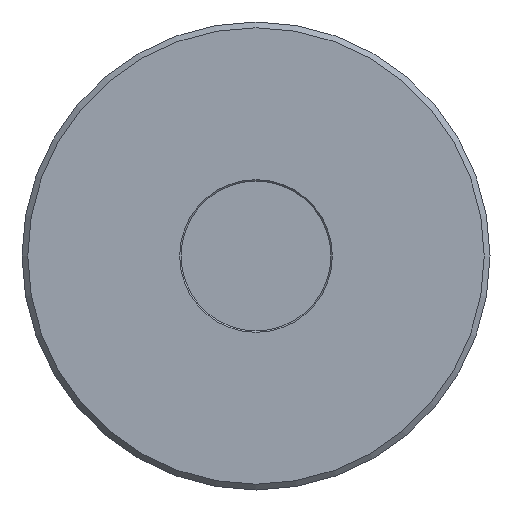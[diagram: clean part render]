
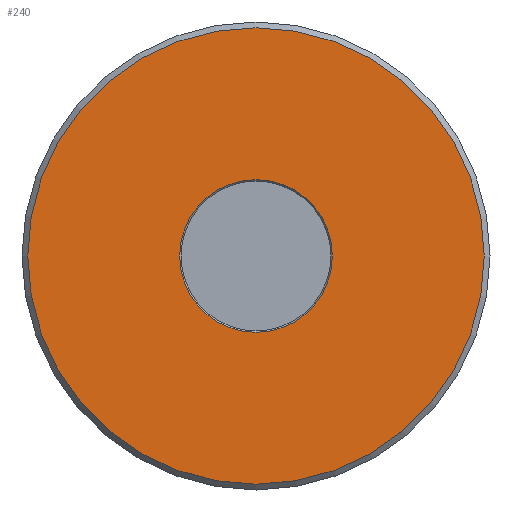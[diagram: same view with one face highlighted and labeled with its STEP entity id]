
A CAD part, front view. The second image highlights one B-rep face of the part: STEP entity #240.
In plain terms, the highlighted planar face has unit normal (0, -1, 0).
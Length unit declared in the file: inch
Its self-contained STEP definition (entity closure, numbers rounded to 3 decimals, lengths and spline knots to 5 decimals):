
#7 = EDGE_LOOP ( 'NONE', ( #245 ) ) ;
#117 = CARTESIAN_POINT ( 'NONE',  ( 0., 0., 0.39745 ) ) ;
#210 = CARTESIAN_POINT ( 'NONE',  ( -0.39745, 0., 0. ) ) ;
#214 = DIRECTION ( 'NONE',  ( 0., 0., -1. ) ) ;
#224 = VERTEX_POINT ( 'NONE', #117 ) ;
#231 = CIRCLE ( 'NONE', #517, 0.39745 ) ;
#240 = ADVANCED_FACE ( 'NONE', ( #270, #373 ), #371, .T. ) ;
#244 = CIRCLE ( 'NONE', #463, 1.18875 ) ;
#245 = ORIENTED_EDGE ( 'NONE', *, *, #299, .F. ) ;
#254 = EDGE_LOOP ( 'NONE', ( #467 ) ) ;
#257 = CARTESIAN_POINT ( 'NONE',  ( 0., 0., 0. ) ) ;
#258 = CARTESIAN_POINT ( 'NONE',  ( 0., 0., 0. ) ) ;
#270 = FACE_BOUND ( 'NONE', #254, .T. ) ;
#299 = EDGE_CURVE ( 'NONE', #329, #329, #244, .T. ) ;
#300 = DIRECTION ( 'NONE',  ( 0., 0., 1. ) ) ;
#304 = DIRECTION ( 'NONE',  ( 0., 0., 1. ) ) ;
#327 = EDGE_CURVE ( 'NONE', #224, #224, #231, .T. ) ;
#329 = VERTEX_POINT ( 'NONE', #352 ) ;
#331 = AXIS2_PLACEMENT_3D ( 'NONE', #210, #452, #214 ) ;
#352 = CARTESIAN_POINT ( 'NONE',  ( 0., 0., 1.18875 ) ) ;
#371 = PLANE ( 'NONE',  #331 ) ;
#373 = FACE_OUTER_BOUND ( 'NONE', #7, .T. ) ;
#452 = DIRECTION ( 'NONE',  ( 0., -1., 0. ) ) ;
#463 = AXIS2_PLACEMENT_3D ( 'NONE', #257, #540, #300 ) ;
#467 = ORIENTED_EDGE ( 'NONE', *, *, #327, .T. ) ;
#517 = AXIS2_PLACEMENT_3D ( 'NONE', #258, #542, #304 ) ;
#540 = DIRECTION ( 'NONE',  ( 0., 1., 0. ) ) ;
#542 = DIRECTION ( 'NONE',  ( 0., 1., 0. ) ) ;
